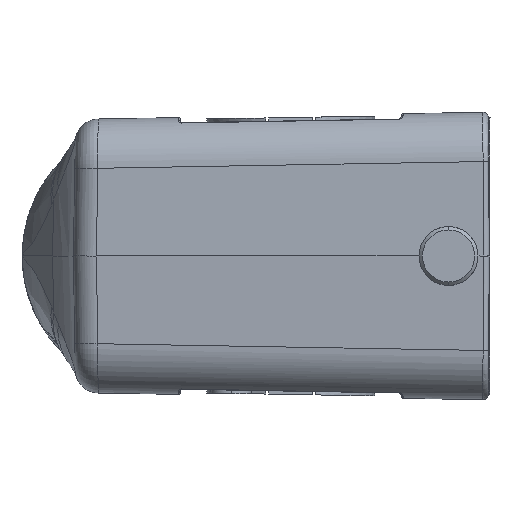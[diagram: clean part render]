
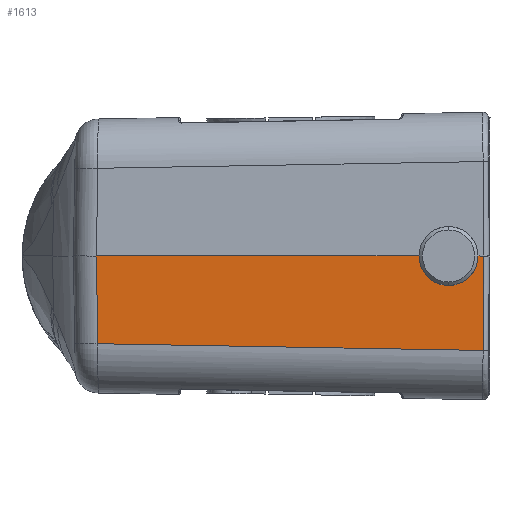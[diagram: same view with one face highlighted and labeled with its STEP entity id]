
A CAD part, left-side view. The second image highlights one B-rep face of the part: STEP entity #1613.
In plain terms, the highlighted planar face has unit normal (-1, 0.018, -0.017).
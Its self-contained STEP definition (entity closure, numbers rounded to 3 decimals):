
#643=B_SPLINE_CURVE_WITH_KNOTS('',3,(#20036,#20037,#20038,#20039),
 .UNSPECIFIED.,.F.,.F.,(4,4),(0.,1.),.UNSPECIFIED.);
#644=B_SPLINE_CURVE_WITH_KNOTS('',3,(#20047,#20048,#20049,#20050,#20051,
#20052),.UNSPECIFIED.,.F.,.F.,(4,2,4),(0.,0.5,1.),.UNSPECIFIED.);
#1093=PLANE('',#9586);
#1613=ADVANCED_FACE('',(#2164),#1093,.T.);
#2164=FACE_OUTER_BOUND('',#2736,.T.);
#2736=EDGE_LOOP('',(#6452,#6453,#6454,#6455,#6456,#6457,#6458));
#3369=LINE('',#19016,#4023);
#3371=LINE('',#19071,#4025);
#3383=LINE('',#20015,#4037);
#3388=LINE('',#20044,#4042);
#3389=LINE('',#20045,#4043);
#4023=VECTOR('',#11340,1.);
#4025=VECTOR('',#11348,1.);
#4037=VECTOR('',#11466,1.);
#4042=VECTOR('',#11489,1.);
#4043=VECTOR('',#11490,1.);
#6452=ORIENTED_EDGE('',*,*,#8721,.F.);
#6453=ORIENTED_EDGE('',*,*,#8603,.F.);
#6454=ORIENTED_EDGE('',*,*,#8597,.F.);
#6455=ORIENTED_EDGE('',*,*,#8710,.F.);
#6456=ORIENTED_EDGE('',*,*,#8722,.F.);
#6457=ORIENTED_EDGE('',*,*,#8723,.F.);
#6458=ORIENTED_EDGE('',*,*,#8718,.F.);
#6720=VERTEX_POINT('',#11930);
#7392=VERTEX_POINT('',#19014);
#7394=VERTEX_POINT('',#19017);
#7396=VERTEX_POINT('',#19072);
#7454=VERTEX_POINT('',#20035);
#7455=VERTEX_POINT('',#20040);
#7456=VERTEX_POINT('',#20046);
#8597=EDGE_CURVE('',#7392,#7394,#3369,.T.);
#8603=EDGE_CURVE('',#7394,#7396,#3371,.T.);
#8710=EDGE_CURVE('',#6720,#7392,#3383,.T.);
#8718=EDGE_CURVE('',#7454,#7455,#643,.T.);
#8721=EDGE_CURVE('',#7396,#7454,#3388,.T.);
#8722=EDGE_CURVE('',#7456,#6720,#3389,.T.);
#8723=EDGE_CURVE('',#7455,#7456,#644,.T.);
#9586=AXIS2_PLACEMENT_3D('',#20053,#11491,#11492);
#11340=DIRECTION('',(0.017,1.,0.017));
#11348=DIRECTION('',(-0.017,0.017,1.));
#11466=DIRECTION('',(0.018,0.008,-1.));
#11489=DIRECTION('',(-0.017,-1.,0.));
#11490=DIRECTION('',(-0.017,-1.,0.));
#11491=DIRECTION('',(-1.,0.017,-0.017));
#11492=DIRECTION('',(-0.017,-1.,0.));
#11930=CARTESIAN_POINT('',(-59.989,70.614,0.));
#19014=CARTESIAN_POINT('',(-59.741,70.734,-14.119));
#19016=CARTESIAN_POINT('',(-59.741,70.734,-14.119));
#19017=CARTESIAN_POINT('',(-58.753,128.333,-13.114));
#19071=CARTESIAN_POINT('',(-58.753,128.333,-13.114));
#19072=CARTESIAN_POINT('',(-58.978,128.562,0.));
#20015=CARTESIAN_POINT('',(-59.989,70.614,0.));
#20035=CARTESIAN_POINT('',(-59.82,80.3,0.));
#20036=CARTESIAN_POINT('',(-59.82,80.3,0.));
#20037=CARTESIAN_POINT('',(-59.778,80.3,-2.43));
#20038=CARTESIAN_POINT('',(-59.778,78.33,-4.4));
#20039=CARTESIAN_POINT('',(-59.82,75.9,-4.4));
#20040=CARTESIAN_POINT('',(-59.82,75.9,-4.4));
#20044=CARTESIAN_POINT('',(-58.978,128.562,0.));
#20045=CARTESIAN_POINT('',(-59.974,71.5,0.));
#20046=CARTESIAN_POINT('',(-59.974,71.5,0.));
#20047=CARTESIAN_POINT('',(-59.82,75.9,-4.4));
#20048=CARTESIAN_POINT('',(-59.834,75.116,-4.4));
#20049=CARTESIAN_POINT('',(-59.859,73.863,-4.186));
#20050=CARTESIAN_POINT('',(-59.935,71.714,-2.037));
#20051=CARTESIAN_POINT('',(-59.96,71.5,-0.784));
#20052=CARTESIAN_POINT('',(-59.974,71.5,0.));
#20053=CARTESIAN_POINT('',(-60.049,70.,2.835));
